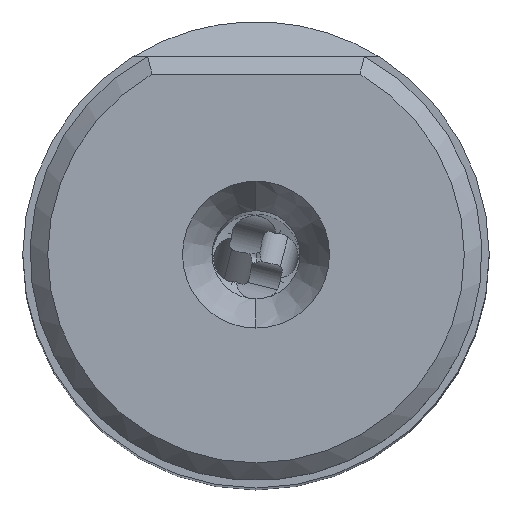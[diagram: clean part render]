
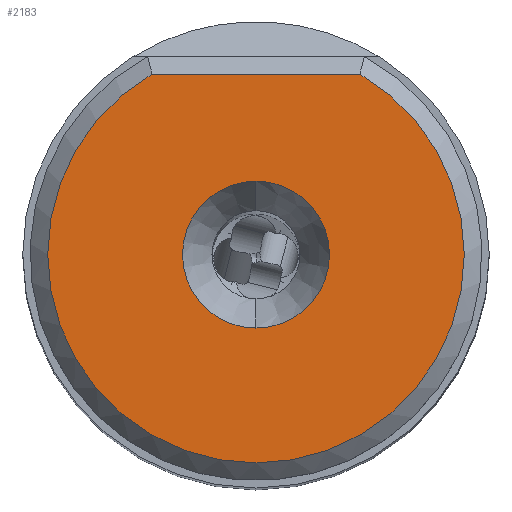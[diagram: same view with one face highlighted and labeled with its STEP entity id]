
A CAD part, top view. The second image highlights one B-rep face of the part: STEP entity #2183.
In plain terms, the highlighted planar face has unit normal (0, 0, 1).
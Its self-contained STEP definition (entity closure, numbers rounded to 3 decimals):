
#342=PLANE('',#9762);
#747=LINE('',#22220,#1195);
#1195=VECTOR('',#11675,1.);
#2183=ADVANCED_FACE('',(#2571,#2572),#342,.F.);
#2571=FACE_BOUND('',#2972,.T.);
#2572=FACE_BOUND('',#2973,.T.);
#2972=EDGE_LOOP('',(#5672,#5673));
#2973=EDGE_LOOP('',(#5674,#5675));
#5672=ORIENTED_EDGE('',*,*,#8302,.T.);
#5673=ORIENTED_EDGE('',*,*,#8303,.T.);
#5674=ORIENTED_EDGE('',*,*,#8301,.T.);
#5675=ORIENTED_EDGE('',*,*,#8304,.T.);
#7063=VERTEX_POINT('',#22212);
#7064=VERTEX_POINT('',#22214);
#7065=VERTEX_POINT('',#22218);
#7066=VERTEX_POINT('',#22219);
#8301=EDGE_CURVE('',#7063,#7064,#8868,.T.);
#8302=EDGE_CURVE('',#7065,#7066,#8869,.T.);
#8303=EDGE_CURVE('',#7066,#7065,#747,.T.);
#8304=EDGE_CURVE('',#7064,#7063,#8870,.T.);
#8868=CIRCLE('',#9758,5.);
#8869=CIRCLE('',#9760,14.175);
#8870=CIRCLE('',#9761,5.);
#9758=AXIS2_PLACEMENT_3D('',#22215,#11669,#11670);
#9760=AXIS2_PLACEMENT_3D('',#22217,#11673,#11674);
#9761=AXIS2_PLACEMENT_3D('',#22221,#11676,#11677);
#9762=AXIS2_PLACEMENT_3D('',#22222,#11678,#11679);
#11669=DIRECTION('',(0.,0.,-1.));
#11670=DIRECTION('',(0.,-1.,0.));
#11673=DIRECTION('',(0.,0.,1.));
#11674=DIRECTION('',(-0.499,0.867,0.));
#11675=DIRECTION('',(-1.,0.,0.));
#11676=DIRECTION('',(0.,0.,-1.));
#11677=DIRECTION('',(0.,1.,0.));
#11678=DIRECTION('',(0.,0.,-1.));
#11679=DIRECTION('',(-1.,0.,0.));
#22212=CARTESIAN_POINT('',(0.,-5.,0.));
#22214=CARTESIAN_POINT('',(0.,5.,0.));
#22215=CARTESIAN_POINT('',(0.,0.,0.));
#22217=CARTESIAN_POINT('',(0.,0.,0.));
#22218=CARTESIAN_POINT('',(-7.072,12.285,0.));
#22219=CARTESIAN_POINT('',(7.072,12.285,0.));
#22220=CARTESIAN_POINT('',(7.072,12.285,0.));
#22221=CARTESIAN_POINT('',(0.,0.,0.));
#22222=CARTESIAN_POINT('',(0.,0.,0.));
